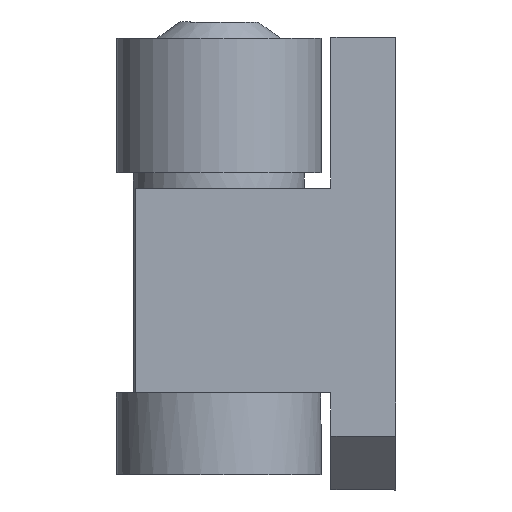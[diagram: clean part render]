
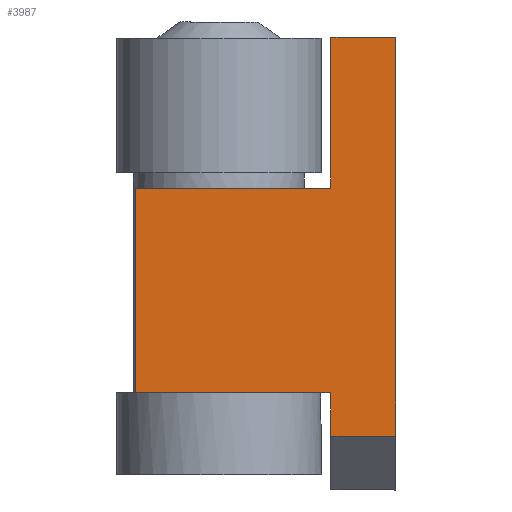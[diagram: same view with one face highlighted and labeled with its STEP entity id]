
A CAD part, left-side view. The second image highlights one B-rep face of the part: STEP entity #3987.
In plain terms, the highlighted planar face has unit normal (-1, 0, 0).
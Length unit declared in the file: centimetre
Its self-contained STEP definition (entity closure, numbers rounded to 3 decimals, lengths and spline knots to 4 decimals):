
#568=FACE_OUTER_BOUND('',#845,.T.);
#845=EDGE_LOOP('',(#3594,#3595,#3596,#3597,#3598,#3599,#3600,#3601));
#944=LINE('',#5265,#1336);
#955=LINE('',#5287,#1347);
#1001=LINE('',#5506,#1393);
#1287=LINE('',#6693,#1679);
#1295=LINE('',#6708,#1687);
#1298=LINE('',#6713,#1690);
#1302=LINE('',#6723,#1694);
#1306=LINE('',#6730,#1698);
#1336=VECTOR('',#4341,0.181);
#1347=VECTOR('',#4356,0.181);
#1393=VECTOR('',#4610,0.19);
#1679=VECTOR('',#5114,0.37);
#1687=VECTOR('',#5126,0.04);
#1690=VECTOR('',#5133,0.06);
#1694=VECTOR('',#5147,0.14);
#1698=VECTOR('',#5155,0.06);
#1742=VERTEX_POINT('',#5262);
#1743=VERTEX_POINT('',#5264);
#1751=VERTEX_POINT('',#5284);
#1752=VERTEX_POINT('',#5286);
#2047=VERTEX_POINT('',#6690);
#2048=VERTEX_POINT('',#6692);
#2053=VERTEX_POINT('',#6706);
#2054=VERTEX_POINT('',#6722);
#2102=EDGE_CURVE('',#1743,#1742,#944,.T.);
#2113=EDGE_CURVE('',#1752,#1751,#955,.T.);
#2207=EDGE_CURVE('',#1752,#1742,#1001,.T.);
#2554=EDGE_CURVE('',#2048,#2047,#1287,.T.);
#2562=EDGE_CURVE('',#1751,#2053,#1295,.T.);
#2565=EDGE_CURVE('',#2048,#2053,#1298,.T.);
#2569=EDGE_CURVE('',#2054,#1743,#1302,.T.);
#2573=EDGE_CURVE('',#2054,#2047,#1306,.T.);
#3594=ORIENTED_EDGE('',*,*,#2565,.F.);
#3595=ORIENTED_EDGE('',*,*,#2554,.T.);
#3596=ORIENTED_EDGE('',*,*,#2573,.F.);
#3597=ORIENTED_EDGE('',*,*,#2569,.T.);
#3598=ORIENTED_EDGE('',*,*,#2102,.T.);
#3599=ORIENTED_EDGE('',*,*,#2207,.F.);
#3600=ORIENTED_EDGE('',*,*,#2113,.T.);
#3601=ORIENTED_EDGE('',*,*,#2562,.T.);
#3767=PLANE('',#4247);
#3987=ADVANCED_FACE('',(#568),#3767,.T.);
#4247=AXIS2_PLACEMENT_3D('',#6729,#5153,#5154);
#4341=DIRECTION('',(0.,1.,0.));
#4356=DIRECTION('',(0.,-1.,0.));
#4610=DIRECTION('',(0.,0.,1.));
#5114=DIRECTION('',(0.,0.,1.));
#5126=DIRECTION('',(0.,0.,-1.));
#5133=DIRECTION('',(0.,1.,0.));
#5147=DIRECTION('',(0.,0.,-1.));
#5153=DIRECTION('center_axis',(-1.,0.,0.));
#5154=DIRECTION('ref_axis',(0.,-1.,0.));
#5155=DIRECTION('',(0.,-1.,0.));
#5262=CARTESIAN_POINT('',(-1.8604,0.1959,1.2286));
#5264=CARTESIAN_POINT('',(-1.8604,0.0149,1.2286));
#5265=CARTESIAN_POINT('',(-1.8604,0.1959,1.2286));
#5284=CARTESIAN_POINT('',(-1.8604,0.0149,1.0386));
#5286=CARTESIAN_POINT('',(-1.8604,0.1959,1.0386));
#5287=CARTESIAN_POINT('',(-1.8604,0.1054,1.0386));
#5506=CARTESIAN_POINT('',(-1.8604,0.1959,0.9486));
#6690=CARTESIAN_POINT('',(-1.8604,-0.0451,1.3686));
#6692=CARTESIAN_POINT('',(-1.8604,-0.0451,0.9986));
#6693=CARTESIAN_POINT('',(-1.8604,-0.0451,0.9486));
#6706=CARTESIAN_POINT('',(-1.8604,0.0149,0.9986));
#6708=CARTESIAN_POINT('',(-1.8604,0.0149,0.9486));
#6713=CARTESIAN_POINT('',(-1.8604,0.1357,0.9986));
#6722=CARTESIAN_POINT('',(-1.8604,0.0149,1.3686));
#6723=CARTESIAN_POINT('',(-1.8604,0.0149,1.0886));
#6729=CARTESIAN_POINT('Origin',(-1.8604,0.1959,0.9486));
#6730=CARTESIAN_POINT('',(-1.8604,0.1959,1.3686));
